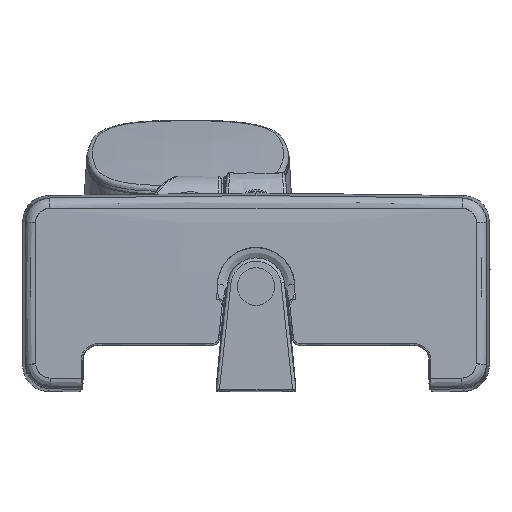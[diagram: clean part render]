
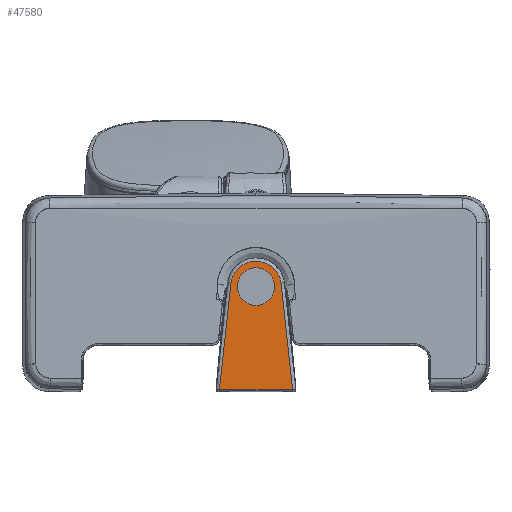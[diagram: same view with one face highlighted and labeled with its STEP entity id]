
A CAD part, front view. The second image highlights one B-rep face of the part: STEP entity #47580.
In plain terms, the highlighted planar face has unit normal (0, -1, 0.009).
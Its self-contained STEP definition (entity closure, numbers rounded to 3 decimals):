
#380 = CARTESIAN_POINT ( 'NONE',  ( 523.731, 4.705, 789.399 ) ) ;
#2835 = CARTESIAN_POINT ( 'NONE',  ( 511.88, 4.252, 737.567 ) ) ;
#2868 = VERTEX_POINT ( 'NONE', #55880 ) ;
#3084 =( BOUNDED_CURVE ( )  B_SPLINE_CURVE ( 3, ( #54706, #24655, #11658, #42095 ),
 .UNSPECIFIED., .F., .F. ) 
 B_SPLINE_CURVE_WITH_KNOTS ( ( 4, 4 ),
 ( 1.723, 4.56 ),
 .UNSPECIFIED. ) 
 CURVE ( )  GEOMETRIC_REPRESENTATION_ITEM ( )  RATIONAL_B_SPLINE_CURVE ( ( 1., 0.434, 0.434, 1. ) ) 
 REPRESENTATION_ITEM ( '' )  );
#3335 = LINE ( 'NONE', #45909, #38113 ) ;
#3811 = VERTEX_POINT ( 'NONE', #46791 ) ;
#5074 = CARTESIAN_POINT ( 'NONE',  ( 526.318, 4.557, 772.532 ) ) ;
#6110 = CARTESIAN_POINT ( 'NONE',  ( 511.88, 4.261, 738.541 ) ) ;
#6189 = EDGE_CURVE ( 'NONE', #45197, #26354, #41508, .T. ) ;
#7298 = DIRECTION ( 'NONE',  ( 0., 0.009, 1. ) ) ;
#8109 = EDGE_CURVE ( 'NONE', #34971, #51333, #3335, .T. ) ;
#8241 = CARTESIAN_POINT ( 'NONE',  ( 528.947, 4.261, 738.536 ) ) ;
#8308 = VERTEX_POINT ( 'NONE', #8671 ) ;
#8671 = CARTESIAN_POINT ( 'NONE',  ( 528.816, 4.261, 738.536 ) ) ;
#9138 = CARTESIAN_POINT ( 'NONE',  ( 494.944, 4.261, 738.536 ) ) ;
#9161 = CARTESIAN_POINT ( 'NONE',  ( 506.459, 4.261, 738.539 ) ) ;
#9291 = DIRECTION ( 'NONE',  ( 1., 0., 0. ) ) ;
#9346 = CARTESIAN_POINT ( 'NONE',  ( 529.209, 4.261, 738.536 ) ) ;
#9629 = CARTESIAN_POINT ( 'NONE',  ( 495.615, 4.409, 755.566 ) ) ;
#10438 = EDGE_CURVE ( 'NONE', #3811, #42005, #37139, .T. ) ;
#11558 = ORIENTED_EDGE ( 'NONE', *, *, #40522, .T. ) ;
#11658 = CARTESIAN_POINT ( 'NONE',  ( 502.786, 4.861, 807.375 ) ) ;
#13318 = CARTESIAN_POINT ( 'NONE',  ( 505.966, 4.261, 738.539 ) ) ;
#13717 = CARTESIAN_POINT ( 'NONE',  ( 507.445, 4.261, 738.54 ) ) ;
#14024 = EDGE_CURVE ( 'NONE', #42005, #45197, #3084, .T. ) ;
#14898 = CARTESIAN_POINT ( 'NONE',  ( 514.837, 4.261, 738.54 ) ) ;
#16087 = B_SPLINE_CURVE_WITH_KNOTS ( 'NONE', 3,
 ( #13318, #9161, #13717, #44118, #18128, #48419, #22525 ),
 .UNSPECIFIED., .F., .F.,
 ( 4, 1, 1, 1, 4 ),
 ( 0.325, 0.369, 0.413, 0.456, 0.5 ),
 .UNSPECIFIED. ) ;
#16987 = CARTESIAN_POINT ( 'NONE',  ( 529.078, 4.261, 738.536 ) ) ;
#17491 = VERTEX_POINT ( 'NONE', #30977 ) ;
#17681 = CARTESIAN_POINT ( 'NONE',  ( 494.551, 4.261, 738.536 ) ) ;
#18128 = CARTESIAN_POINT ( 'NONE',  ( 510.402, 4.261, 738.541 ) ) ;
#18193 = CARTESIAN_POINT ( 'NONE',  ( 500.029, 4.705, 789.399 ) ) ;
#19322 = CARTESIAN_POINT ( 'NONE',  ( 517.301, 4.261, 738.539 ) ) ;
#19792 = ORIENTED_EDGE ( 'NONE', *, *, #6189, .T. ) ;
#22525 = CARTESIAN_POINT ( 'NONE',  ( 511.88, 4.261, 738.541 ) ) ;
#22683 = B_SPLINE_CURVE_WITH_KNOTS ( 'NONE', 3,
 ( #38662, #8241, #16987, #47333 ),
 .UNSPECIFIED., .F., .F.,
 ( 4, 4 ),
 ( 0., 0. ),
 .UNSPECIFIED. ) ;
#23114 = FACE_OUTER_BOUND ( 'NONE', #30174, .T. ) ;
#24362 = ORIENTED_EDGE ( 'NONE', *, *, #27882, .T. ) ;
#24655 = CARTESIAN_POINT ( 'NONE',  ( 520.973, 4.861, 807.375 ) ) ;
#25070 = B_SPLINE_CURVE_WITH_KNOTS ( 'NONE', 3,
 ( #17681, #30834, #35181, #9138 ),
 .UNSPECIFIED., .F., .F.,
 ( 4, 4 ),
 ( 0., 0. ),
 .UNSPECIFIED. ) ;
#26354 = VERTEX_POINT ( 'NONE', #44930 ) ;
#26755 = CARTESIAN_POINT ( 'NONE',  ( 505.966, 4.261, 738.539 ) ) ;
#27882 = EDGE_CURVE ( 'NONE', #17491, #2868, #46966, .T. ) ;
#28360 = ORIENTED_EDGE ( 'NONE', *, *, #8109, .T. ) ;
#30174 = EDGE_LOOP ( 'NONE', ( #24362, #40674, #11558, #53850, #43333, #19792, #54469, #28360, #47300 ) ) ;
#30834 = CARTESIAN_POINT ( 'NONE',  ( 494.682, 4.261, 738.536 ) ) ;
#30977 = CARTESIAN_POINT ( 'NONE',  ( 511.88, 4.261, 738.541 ) ) ;
#31854 = EDGE_CURVE ( 'NONE', #26354, #34971, #25070, .T. ) ;
#33052 = DIRECTION ( 'NONE',  ( 1., 0., 0. ) ) ;
#33380 = DIRECTION ( 'NONE',  ( 0., 1., -0.009 ) ) ;
#34217 = CARTESIAN_POINT ( 'NONE',  ( 528.145, 4.409, 755.566 ) ) ;
#34971 = VERTEX_POINT ( 'NONE', #36514 ) ;
#35181 = CARTESIAN_POINT ( 'NONE',  ( 494.813, 4.261, 738.536 ) ) ;
#35298 = VECTOR ( 'NONE', #9291, 1000. ) ;
#35581 = CARTESIAN_POINT ( 'NONE',  ( 523.731, 4.705, 789.399 ) ) ;
#35664 = CARTESIAN_POINT ( 'NONE',  ( 497.442, 4.557, 772.532 ) ) ;
#36514 = CARTESIAN_POINT ( 'NONE',  ( 494.944, 4.261, 738.536 ) ) ;
#36594 = CARTESIAN_POINT ( 'NONE',  ( 512.373, 4.261, 738.541 ) ) ;
#37139 =( BOUNDED_CURVE ( )  B_SPLINE_CURVE ( 3, ( #9346, #34217, #5074, #35581 ),
 .UNSPECIFIED., .F., .F. ) 
 B_SPLINE_CURVE_WITH_KNOTS ( ( 4, 4 ),
 ( 1.633, 1.723 ),
 .UNSPECIFIED. ) 
 CURVE ( )  GEOMETRIC_REPRESENTATION_ITEM ( )  RATIONAL_B_SPLINE_CURVE ( ( 1., 0.999, 0.999, 1. ) ) 
 REPRESENTATION_ITEM ( '' )  );
#38113 = VECTOR ( 'NONE', #33052, 1000. ) ;
#38662 = CARTESIAN_POINT ( 'NONE',  ( 528.816, 4.261, 738.536 ) ) ;
#40031 = CARTESIAN_POINT ( 'NONE',  ( 494.551, 4.261, 738.536 ) ) ;
#40522 = EDGE_CURVE ( 'NONE', #8308, #3811, #22683, .T. ) ;
#40674 = ORIENTED_EDGE ( 'NONE', *, *, #42023, .T. ) ;
#40962 = CARTESIAN_POINT ( 'NONE',  ( 513.359, 4.261, 738.541 ) ) ;
#41508 =( BOUNDED_CURVE ( )  B_SPLINE_CURVE ( 3, ( #18193, #35664, #9629, #40031 ),
 .UNSPECIFIED., .F., .F. ) 
 B_SPLINE_CURVE_WITH_KNOTS ( ( 4, 4 ),
 ( 4.56, 4.65 ),
 .UNSPECIFIED. ) 
 CURVE ( )  GEOMETRIC_REPRESENTATION_ITEM ( )  RATIONAL_B_SPLINE_CURVE ( ( 1., 0.999, 0.999, 1. ) ) 
 REPRESENTATION_ITEM ( '' )  );
#42005 = VERTEX_POINT ( 'NONE', #380 ) ;
#42023 = EDGE_CURVE ( 'NONE', #2868, #8308, #49480, .T. ) ;
#42095 = CARTESIAN_POINT ( 'NONE',  ( 500.029, 4.705, 789.399 ) ) ;
#43333 = ORIENTED_EDGE ( 'NONE', *, *, #14024, .T. ) ;
#44042 = CARTESIAN_POINT ( 'NONE',  ( 517.794, 4.261, 738.539 ) ) ;
#44118 = CARTESIAN_POINT ( 'NONE',  ( 508.924, 4.261, 738.54 ) ) ;
#44760 = AXIS2_PLACEMENT_3D ( 'NONE', #2835, #33380, #7298 ) ;
#44930 = CARTESIAN_POINT ( 'NONE',  ( 494.551, 4.261, 738.536 ) ) ;
#45197 = VERTEX_POINT ( 'NONE', #54846 ) ;
#45284 = CARTESIAN_POINT ( 'NONE',  ( 516.315, 4.261, 738.54 ) ) ;
#45485 = EDGE_CURVE ( 'NONE', #51333, #17491, #16087, .T. ) ;
#45909 = CARTESIAN_POINT ( 'NONE',  ( 494.944, 4.261, 738.536 ) ) ;
#46791 = CARTESIAN_POINT ( 'NONE',  ( 529.209, 4.261, 738.536 ) ) ;
#46966 = B_SPLINE_CURVE_WITH_KNOTS ( 'NONE', 3,
 ( #6110, #36594, #40962, #14898, #45284, #19322, #49596 ),
 .UNSPECIFIED., .F., .F.,
 ( 4, 1, 1, 1, 4 ),
 ( 0.5, 0.544, 0.587, 0.631, 0.675 ),
 .UNSPECIFIED. ) ;
#47300 = ORIENTED_EDGE ( 'NONE', *, *, #45485, .T. ) ;
#47333 = CARTESIAN_POINT ( 'NONE',  ( 529.209, 4.261, 738.536 ) ) ;
#47580 = ADVANCED_FACE ( 'NONE', ( #23114 ), #54903, .F. ) ;
#48419 = CARTESIAN_POINT ( 'NONE',  ( 511.387, 4.261, 738.541 ) ) ;
#49480 = LINE ( 'NONE', #44042, #35298 ) ;
#49596 = CARTESIAN_POINT ( 'NONE',  ( 517.794, 4.261, 738.539 ) ) ;
#51333 = VERTEX_POINT ( 'NONE', #26755 ) ;
#53850 = ORIENTED_EDGE ( 'NONE', *, *, #10438, .T. ) ;
#54469 = ORIENTED_EDGE ( 'NONE', *, *, #31854, .T. ) ;
#54706 = CARTESIAN_POINT ( 'NONE',  ( 523.731, 4.705, 789.399 ) ) ;
#54846 = CARTESIAN_POINT ( 'NONE',  ( 500.029, 4.705, 789.399 ) ) ;
#54903 = PLANE ( 'NONE',  #44760 ) ;
#55880 = CARTESIAN_POINT ( 'NONE',  ( 517.794, 4.261, 738.539 ) ) ;
